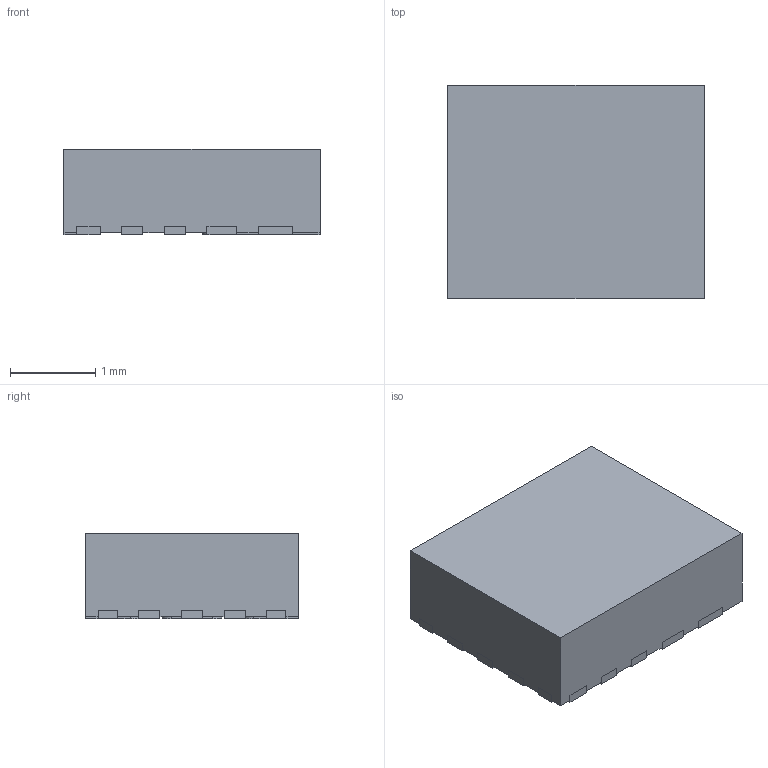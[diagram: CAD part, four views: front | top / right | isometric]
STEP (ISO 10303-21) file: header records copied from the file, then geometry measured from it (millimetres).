
FILE_DESCRIPTION((''),'2;1');
FILE_NAME('RPY0014A_ASM','2019-09-09T08:55:21',('a0412086'),(''),'CREO PARAMETRIC BY PTC INC, 2018020','CREO PARAMETRIC BY PTC INC, 2018020','');
FILE_SCHEMA(('AUTOMOTIVE_DESIGN { 1 0 10303 214 1 1 1 1 }'));
Length unit declared in the file: millimetre
Products named in the file (3): FRAME; MOLD; RPY0014A_ASM
Assembly tree (2 placements, depth 2):
  RPY0014A_ASM
    FRAME
    MOLD
Bounding box: 3 x 2.5 x 1 mm (x, y, z)
Volume: 7.4 mm3; surface area: 35.2 mm2
Topology: 15 solids, 15 shells, 190 faces, 480 edges, 320 vertices
Faces by surface type: plane 158, cylinder 32
Entity records: 7489 total; most frequent: CARTESIAN_POINT 1002, ORIENTED_EDGE 960, DIRECTION 934, PRESENTATION_STYLE_ASSIGNMENT 514, STYLED_ITEM 495, CURVE_STYLE 480, EDGE_CURVE 480, VECTOR 416
